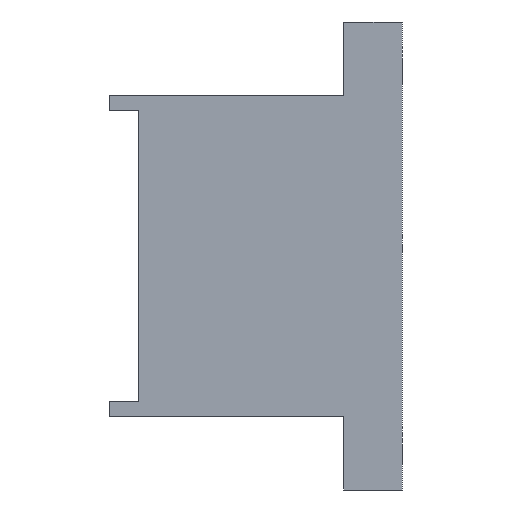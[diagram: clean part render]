
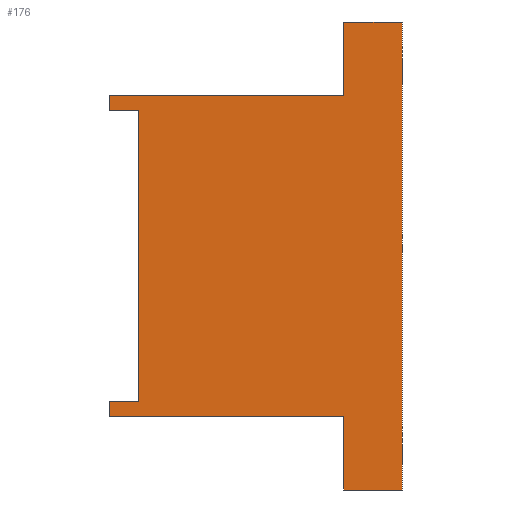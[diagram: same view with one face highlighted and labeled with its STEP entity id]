
A CAD part, left-side view. The second image highlights one B-rep face of the part: STEP entity #176.
In plain terms, the highlighted planar face has unit normal (-1, 0, 0).
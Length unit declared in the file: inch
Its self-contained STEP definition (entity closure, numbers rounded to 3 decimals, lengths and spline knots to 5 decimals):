
#32 = DIRECTION ( 'NONE',  ( 0., -1., 0. ) ) ;
#43 = EDGE_CURVE ( 'NONE', #539, #605, #920, .T. ) ;
#80 = DIRECTION ( 'NONE',  ( 1., 0., 0. ) ) ;
#95 = LINE ( 'NONE', #1187, #973 ) ;
#115 = ORIENTED_EDGE ( 'NONE', *, *, #1001, .F. ) ;
#144 = EDGE_CURVE ( 'NONE', #1443, #1159, #762, .T. ) ;
#170 = CARTESIAN_POINT ( 'NONE',  ( -1.5, 0., 0.8 ) ) ;
#172 = DIRECTION ( 'NONE',  ( 0., 0., 1. ) ) ;
#176 = ADVANCED_FACE ( 'NONE', ( #1000 ), #1448, .F. ) ;
#180 = CARTESIAN_POINT ( 'NONE',  ( -1.5, 0.9, -0.4975 ) ) ;
#189 = VECTOR ( 'NONE', #739, 39.37008 ) ;
#203 = EDGE_CURVE ( 'NONE', #981, #1166, #699, .T. ) ;
#213 = CARTESIAN_POINT ( 'NONE',  ( -1.5, 1., -0.55 ) ) ;
#235 = CARTESIAN_POINT ( 'NONE',  ( -1.5, 0.2, -0.8 ) ) ;
#246 = ORIENTED_EDGE ( 'NONE', *, *, #1379, .F. ) ;
#259 = LINE ( 'NONE', #934, #567 ) ;
#278 = LINE ( 'NONE', #868, #1300 ) ;
#316 = ORIENTED_EDGE ( 'NONE', *, *, #1301, .T. ) ;
#325 = CARTESIAN_POINT ( 'NONE',  ( -1.5, 0., -0.8 ) ) ;
#333 = DIRECTION ( 'NONE',  ( 0., -1., 0. ) ) ;
#350 = EDGE_CURVE ( 'NONE', #967, #971, #807, .T. ) ;
#384 = VERTEX_POINT ( 'NONE', #519 ) ;
#386 = CARTESIAN_POINT ( 'NONE',  ( -1.5, 1., -0.55 ) ) ;
#411 = CARTESIAN_POINT ( 'NONE',  ( -1.5, 0.9, -0.4975 ) ) ;
#423 = CARTESIAN_POINT ( 'NONE',  ( -1.5, 0.2, -0.55 ) ) ;
#446 = CARTESIAN_POINT ( 'NONE',  ( -1.5, 1., 0.4975 ) ) ;
#453 = VECTOR ( 'NONE', #172, 39.37008 ) ;
#474 = VECTOR ( 'NONE', #579, 39.37008 ) ;
#495 = CARTESIAN_POINT ( 'NONE',  ( -1.5, 0.2, 0.8 ) ) ;
#519 = CARTESIAN_POINT ( 'NONE',  ( -1.5, 0.2, 0.55 ) ) ;
#539 = VERTEX_POINT ( 'NONE', #446 ) ;
#567 = VECTOR ( 'NONE', #1278, 39.37008 ) ;
#579 = DIRECTION ( 'NONE',  ( 0., 1., 0. ) ) ;
#605 = VERTEX_POINT ( 'NONE', #894 ) ;
#628 = EDGE_CURVE ( 'NONE', #927, #971, #806, .T. ) ;
#697 = ORIENTED_EDGE ( 'NONE', *, *, #1402, .F. ) ;
#699 = LINE ( 'NONE', #411, #1084 ) ;
#739 = DIRECTION ( 'NONE',  ( 0., -1., 0. ) ) ;
#746 = CARTESIAN_POINT ( 'NONE',  ( -1.5, 0.2, -0.8 ) ) ;
#750 = CARTESIAN_POINT ( 'NONE',  ( -1.5, 0.2, -0.8 ) ) ;
#762 = LINE ( 'NONE', #746, #453 ) ;
#775 = CARTESIAN_POINT ( 'NONE',  ( -1.5, 0.9, 0.4975 ) ) ;
#794 = VECTOR ( 'NONE', #1279, 39.37008 ) ;
#806 = LINE ( 'NONE', #325, #1060 ) ;
#807 = LINE ( 'NONE', #495, #189 ) ;
#830 = EDGE_CURVE ( 'NONE', #605, #384, #95, .T. ) ;
#831 = CARTESIAN_POINT ( 'NONE',  ( -1.5, 0.2, -0.8 ) ) ;
#858 = DIRECTION ( 'NONE',  ( 0., 1., 0. ) ) ;
#861 = EDGE_CURVE ( 'NONE', #1443, #927, #1337, .T. ) ;
#868 = CARTESIAN_POINT ( 'NONE',  ( -1.5, 0.9, -0.4975 ) ) ;
#889 = ORIENTED_EDGE ( 'NONE', *, *, #144, .F. ) ;
#894 = CARTESIAN_POINT ( 'NONE',  ( -1.5, 1., 0.55 ) ) ;
#920 = LINE ( 'NONE', #1413, #1015 ) ;
#927 = VERTEX_POINT ( 'NONE', #1322 ) ;
#933 = DIRECTION ( 'NONE',  ( 0., 0., 1. ) ) ;
#934 = CARTESIAN_POINT ( 'NONE',  ( -1.5, 0.2, -0.8 ) ) ;
#967 = VERTEX_POINT ( 'NONE', #982 ) ;
#971 = VERTEX_POINT ( 'NONE', #170 ) ;
#973 = VECTOR ( 'NONE', #32, 39.37008 ) ;
#978 = ORIENTED_EDGE ( 'NONE', *, *, #830, .F. ) ;
#981 = VERTEX_POINT ( 'NONE', #180 ) ;
#982 = CARTESIAN_POINT ( 'NONE',  ( -1.5, 0.2, 0.8 ) ) ;
#983 = LINE ( 'NONE', #213, #1217 ) ;
#1000 = FACE_OUTER_BOUND ( 'NONE', #1479, .T. ) ;
#1001 = EDGE_CURVE ( 'NONE', #1104, #1079, #1091, .T. ) ;
#1015 = VECTOR ( 'NONE', #933, 39.37008 ) ;
#1023 = DIRECTION ( 'NONE',  ( 0., 0., 1. ) ) ;
#1039 = EDGE_CURVE ( 'NONE', #981, #1079, #278, .T. ) ;
#1060 = VECTOR ( 'NONE', #1023, 39.37008 ) ;
#1079 = VERTEX_POINT ( 'NONE', #1466 ) ;
#1084 = VECTOR ( 'NONE', #1223, 39.37008 ) ;
#1091 = LINE ( 'NONE', #386, #1393 ) ;
#1104 = VERTEX_POINT ( 'NONE', #1235 ) ;
#1116 = DIRECTION ( 'NONE',  ( 0., 0., -1. ) ) ;
#1122 = AXIS2_PLACEMENT_3D ( 'NONE', #750, #80, #1116 ) ;
#1152 = ORIENTED_EDGE ( 'NONE', *, *, #1039, .T. ) ;
#1159 = VERTEX_POINT ( 'NONE', #423 ) ;
#1164 = LINE ( 'NONE', #1165, #474 ) ;
#1165 = CARTESIAN_POINT ( 'NONE',  ( -1.5, 0.9, 0.4975 ) ) ;
#1166 = VERTEX_POINT ( 'NONE', #775 ) ;
#1186 = ORIENTED_EDGE ( 'NONE', *, *, #203, .F. ) ;
#1187 = CARTESIAN_POINT ( 'NONE',  ( -1.5, 1., 0.55 ) ) ;
#1195 = ORIENTED_EDGE ( 'NONE', *, *, #628, .T. ) ;
#1213 = DIRECTION ( 'NONE',  ( 0., 0., 1. ) ) ;
#1217 = VECTOR ( 'NONE', #333, 39.37008 ) ;
#1223 = DIRECTION ( 'NONE',  ( 0., 0., 1. ) ) ;
#1235 = CARTESIAN_POINT ( 'NONE',  ( -1.5, 1., -0.55 ) ) ;
#1272 = ORIENTED_EDGE ( 'NONE', *, *, #861, .T. ) ;
#1278 = DIRECTION ( 'NONE',  ( 0., 0., 1. ) ) ;
#1279 = DIRECTION ( 'NONE',  ( 0., -1., 0. ) ) ;
#1285 = ORIENTED_EDGE ( 'NONE', *, *, #350, .F. ) ;
#1300 = VECTOR ( 'NONE', #858, 39.37008 ) ;
#1301 = EDGE_CURVE ( 'NONE', #1104, #1159, #983, .T. ) ;
#1322 = CARTESIAN_POINT ( 'NONE',  ( -1.5, 0., -0.8 ) ) ;
#1337 = LINE ( 'NONE', #831, #794 ) ;
#1379 = EDGE_CURVE ( 'NONE', #1166, #539, #1164, .T. ) ;
#1380 = ORIENTED_EDGE ( 'NONE', *, *, #43, .F. ) ;
#1393 = VECTOR ( 'NONE', #1213, 39.37008 ) ;
#1402 = EDGE_CURVE ( 'NONE', #384, #967, #259, .T. ) ;
#1413 = CARTESIAN_POINT ( 'NONE',  ( -1.5, 1., -0.55 ) ) ;
#1443 = VERTEX_POINT ( 'NONE', #235 ) ;
#1448 = PLANE ( 'NONE',  #1122 ) ;
#1466 = CARTESIAN_POINT ( 'NONE',  ( -1.5, 1., -0.4975 ) ) ;
#1479 = EDGE_LOOP ( 'NONE', ( #1186, #1152, #115, #316, #889, #1272, #1195, #1285, #697, #978, #1380, #246 ) ) ;
